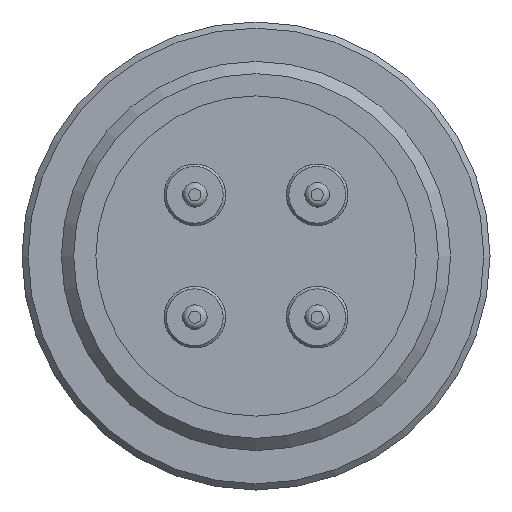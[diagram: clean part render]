
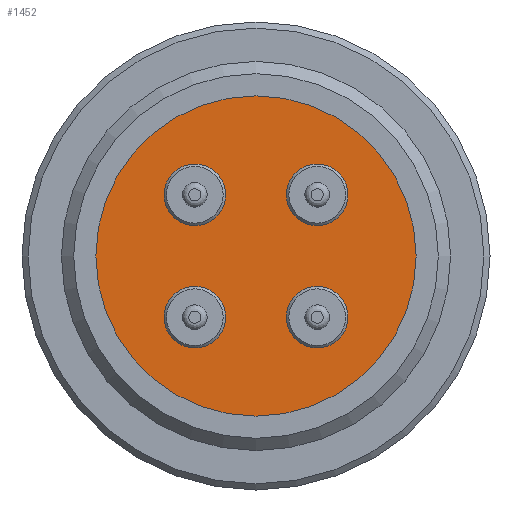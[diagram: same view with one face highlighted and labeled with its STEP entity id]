
A CAD part, front view. The second image highlights one B-rep face of the part: STEP entity #1452.
In plain terms, the highlighted planar face has unit normal (0, -1, 0).
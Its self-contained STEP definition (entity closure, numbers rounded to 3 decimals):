
#40=FACE_BOUND('',#237,.T.);
#41=FACE_BOUND('',#238,.T.);
#42=FACE_BOUND('',#239,.T.);
#43=FACE_BOUND('',#240,.T.);
#67=PLANE('',#1585);
#140=FACE_OUTER_BOUND('',#236,.T.);
#236=EDGE_LOOP('',(#1118));
#237=EDGE_LOOP('',(#1119));
#238=EDGE_LOOP('',(#1120));
#239=EDGE_LOOP('',(#1121));
#240=EDGE_LOOP('',(#1122));
#294=CIRCLE('',#1528,1.25);
#296=CIRCLE('',#1531,1.25);
#298=CIRCLE('',#1534,1.25);
#300=CIRCLE('',#1537,1.25);
#314=CIRCLE('',#1584,6.5);
#594=VERTEX_POINT('',#2461);
#596=VERTEX_POINT('',#2467);
#598=VERTEX_POINT('',#2473);
#600=VERTEX_POINT('',#2479);
#662=VERTEX_POINT('',#4576);
#745=EDGE_CURVE('',#594,#594,#294,.T.);
#748=EDGE_CURVE('',#596,#596,#296,.T.);
#751=EDGE_CURVE('',#598,#598,#298,.T.);
#754=EDGE_CURVE('',#600,#600,#300,.T.);
#847=EDGE_CURVE('',#662,#662,#314,.T.);
#1118=ORIENTED_EDGE('',*,*,#847,.F.);
#1119=ORIENTED_EDGE('',*,*,#745,.T.);
#1120=ORIENTED_EDGE('',*,*,#748,.T.);
#1121=ORIENTED_EDGE('',*,*,#751,.T.);
#1122=ORIENTED_EDGE('',*,*,#754,.T.);
#1452=ADVANCED_FACE('',(#140,#40,#41,#42,#43),#67,.F.);
#1528=AXIS2_PLACEMENT_3D('',#2462,#1716,#1717);
#1531=AXIS2_PLACEMENT_3D('',#2468,#1723,#1724);
#1534=AXIS2_PLACEMENT_3D('',#2474,#1730,#1731);
#1537=AXIS2_PLACEMENT_3D('',#2480,#1737,#1738);
#1584=AXIS2_PLACEMENT_3D('',#4578,#1863,#1864);
#1585=AXIS2_PLACEMENT_3D('',#4579,#1865,#1866);
#1716=DIRECTION('center_axis',(0.,1.,0.));
#1717=DIRECTION('ref_axis',(0.,0.,1.));
#1723=DIRECTION('center_axis',(0.,1.,0.));
#1724=DIRECTION('ref_axis',(-1.,0.,0.));
#1730=DIRECTION('center_axis',(0.,1.,0.));
#1731=DIRECTION('ref_axis',(0.,0.,-1.));
#1737=DIRECTION('center_axis',(0.,1.,0.));
#1738=DIRECTION('ref_axis',(1.,0.,0.));
#1863=DIRECTION('center_axis',(0.,1.,0.));
#1864=DIRECTION('ref_axis',(1.,0.,0.));
#1865=DIRECTION('center_axis',(0.,1.,0.));
#1866=DIRECTION('ref_axis',(1.,0.,0.));
#2461=CARTESIAN_POINT('',(2.485,0.4,1.235));
#2462=CARTESIAN_POINT('Origin',(2.485,0.4,2.485));
#2467=CARTESIAN_POINT('',(-1.235,0.4,2.485));
#2468=CARTESIAN_POINT('Origin',(-2.485,0.4,2.485));
#2473=CARTESIAN_POINT('',(-2.485,0.4,-1.235));
#2474=CARTESIAN_POINT('Origin',(-2.485,0.4,-2.485));
#2479=CARTESIAN_POINT('',(1.235,0.4,-2.485));
#2480=CARTESIAN_POINT('Origin',(2.485,0.4,-2.485));
#4576=CARTESIAN_POINT('',(-6.5,0.4,0.));
#4578=CARTESIAN_POINT('Origin',(0.,0.4,0.));
#4579=CARTESIAN_POINT('Origin',(0.,0.4,0.));
